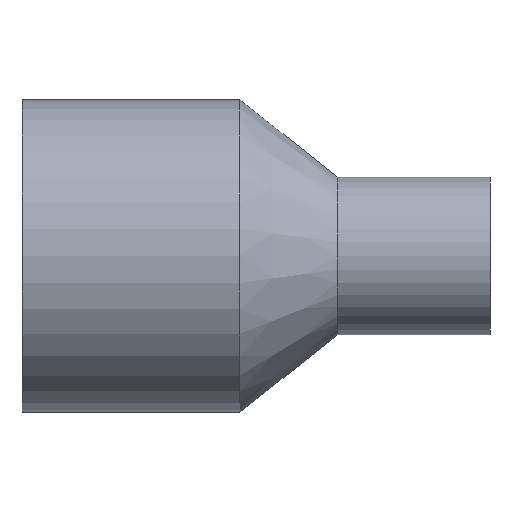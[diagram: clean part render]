
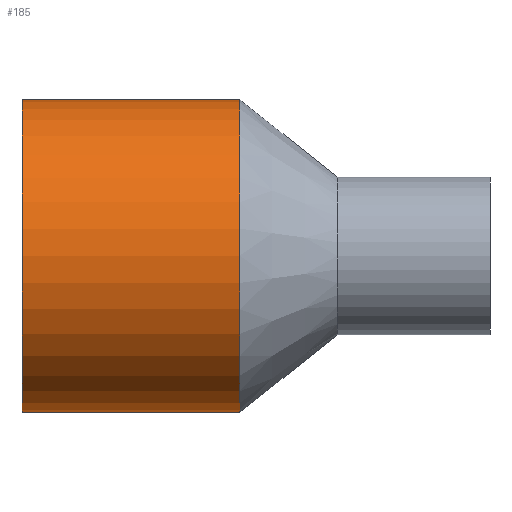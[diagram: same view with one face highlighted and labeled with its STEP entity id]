
A CAD part, top view. The second image highlights one B-rep face of the part: STEP entity #185.
In plain terms, the highlighted cylindrical face has radius 62.5 mm (diameter 125 mm), a partial arc.
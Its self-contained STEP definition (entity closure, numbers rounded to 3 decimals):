
#103 = VERTEX_POINT( '', #241 );
#117 = EDGE_CURVE( '', #155, #175, #256, .T. );
#129 = EDGE_CURVE( '', #187, #175, #269, .T. );
#145 = EDGE_CURVE( '', #103, #155, #290, .T. );
#155 = VERTEX_POINT( '', #300 );
#175 = VERTEX_POINT( '', #322 );
#183 = EDGE_CURVE( '', #187, #103, #332, .T. );
#185 = ADVANCED_FACE( '', ( #334 ), #335, .T. );
#187 = VERTEX_POINT( '', #337 );
#241 = CARTESIAN_POINT( '', ( 87., -62.5, 0. ) );
#256 = LINE( '', #406, #407 );
#269 = CIRCLE( '', #425, 62.5 );
#290 = CIRCLE( '', #449, 62.5 );
#300 = CARTESIAN_POINT( '', ( 87., 62.5, 0. ) );
#322 = CARTESIAN_POINT( '', ( 0., 62.5, 0. ) );
#332 = LINE( '', #504, #505 );
#334 = FACE_OUTER_BOUND( '', #507, .T. );
#335 = CYLINDRICAL_SURFACE( '', #508, 62.5 );
#337 = CARTESIAN_POINT( '', ( 0., -62.5, 0. ) );
#406 = CARTESIAN_POINT( '', ( 43.5, 62.5, 0. ) );
#407 = VECTOR( '', #578, 1. );
#425 = AXIS2_PLACEMENT_3D( '', #589, #590, #591 );
#449 = AXIS2_PLACEMENT_3D( '', #630, #631, #632 );
#504 = CARTESIAN_POINT( '', ( 43.5, -62.5, 0. ) );
#505 = VECTOR( '', #686, 1. );
#507 = EDGE_LOOP( '', ( #688, #689, #690, #691 ) );
#508 = AXIS2_PLACEMENT_3D( '', #692, #693, #694 );
#578 = DIRECTION( '', ( -1., 0., 0. ) );
#589 = CARTESIAN_POINT( '', ( 0., 0., 0. ) );
#590 = DIRECTION( '', ( -1., 0., 0. ) );
#591 = DIRECTION( '', ( 0., 1., 0. ) );
#630 = CARTESIAN_POINT( '', ( 87., 0., 0. ) );
#631 = DIRECTION( '', ( -1., 0., 0. ) );
#632 = DIRECTION( '', ( 0., 1., 0. ) );
#686 = DIRECTION( '', ( 1., 0., 0. ) );
#688 = ORIENTED_EDGE( '', *, *, #117, .T. );
#689 = ORIENTED_EDGE( '', *, *, #129, .F. );
#690 = ORIENTED_EDGE( '', *, *, #183, .T. );
#691 = ORIENTED_EDGE( '', *, *, #145, .T. );
#692 = CARTESIAN_POINT( '', ( 43.5, 0., 0. ) );
#693 = DIRECTION( '', ( 1., 0., 0. ) );
#694 = DIRECTION( '', ( 0., 1., 0. ) );
